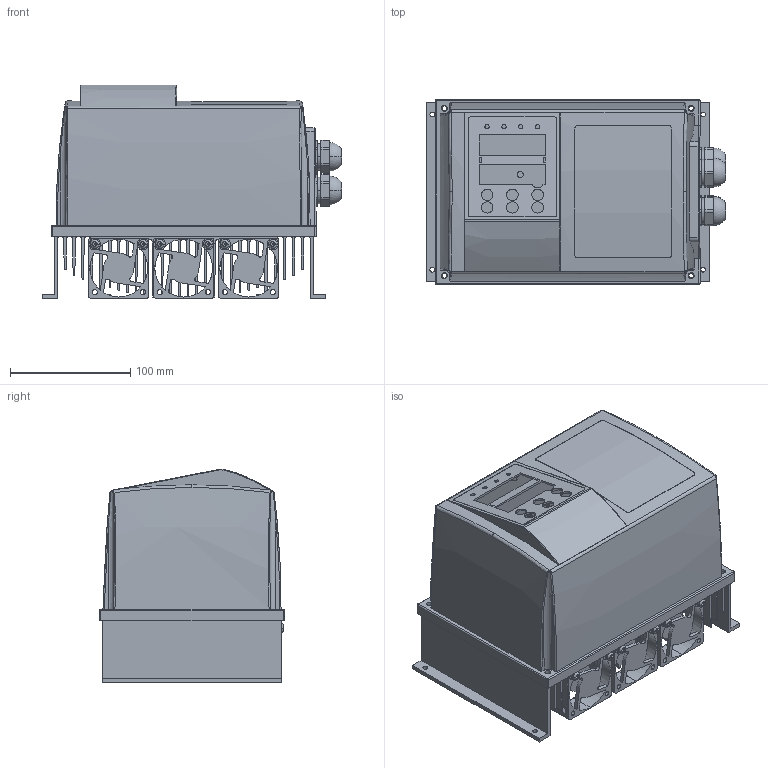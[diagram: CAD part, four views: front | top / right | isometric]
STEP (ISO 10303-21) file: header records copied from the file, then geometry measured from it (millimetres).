
FILE_DESCRIPTION((''),'2;1');
FILE_NAME('ZA2_ASM','2016-11-03T',('PC-TR'),(''),'PRO/ENGINEER BY PARAMETRIC TECHNOLOGY CORPORATION, 2010280','PRO/ENGINEER BY PARAMETRIC TECHNOLOGY CORPORATION, 2010280','');
FILE_SCHEMA(('CONFIG_CONTROL_DESIGN'));
Length unit declared in the file: millimetre
Products named in the file (9): ZA2SR01A; ZA2JX11; 6025; PRT0003; M4-20; ZA2SJ02; ZA2SJ03; PRT0008; ZA2_ASM
Assembly tree (18 placements, depth 2):
  ZA2_ASM
    ZA2SR01A
    ZA2JX11
    6025  x3
    PRT0003  x4
    M4-20  x6
    ZA2SJ02
    ZA2SJ03
    PRT0008
Bounding box: 248.72 x 154 x 177.5 mm (x, y, z)
Surface area: 706636.2 mm2 (no closed solid volume)
Topology: 0 solids, 27 shells, 1748 faces, 4656 edges, 2999 vertices
Faces by surface type: plane 907, cylinder 631, bspline 66, torus 62, cone 48, sphere 24, extrusion 10
Entity records: 40085 total; most frequent: CARTESIAN_POINT 10102, ORIENTED_EDGE 6368, DIRECTION 6086, EDGE_CURVE 3186, VERTEX_POINT 2062, AXIS2_PLACEMENT_3D 2037, VECTOR 2012, LINE 2002
